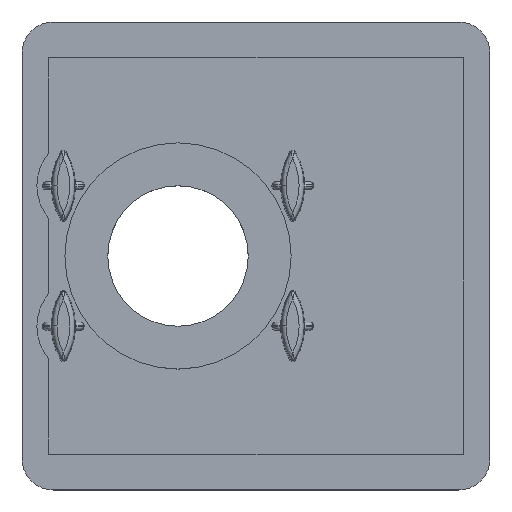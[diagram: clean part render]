
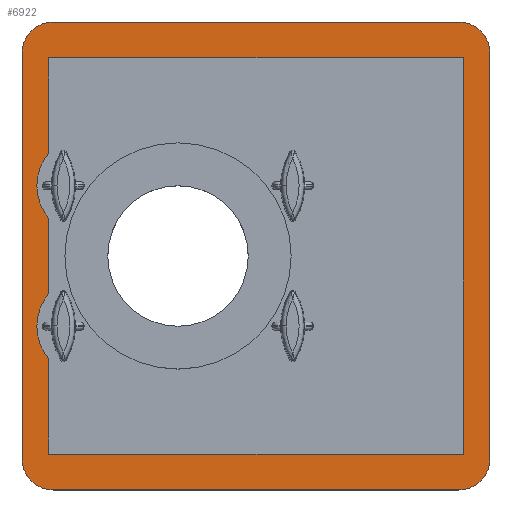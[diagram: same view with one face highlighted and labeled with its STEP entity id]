
A CAD part, top view. The second image highlights one B-rep face of the part: STEP entity #6922.
In plain terms, the highlighted planar face has unit normal (0, 0, 1).
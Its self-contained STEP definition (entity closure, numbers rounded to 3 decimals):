
#87 = CARTESIAN_POINT ( 'NONE',  ( -10.796, 4.5, 3. ) ) ;
#169 = ORIENTED_EDGE ( 'NONE', *, *, #7225, .T. ) ;
#259 = EDGE_CURVE ( 'NONE', #4541, #7629, #3841, .T. ) ;
#479 = CARTESIAN_POINT ( 'NONE',  ( -15., -15., 3. ) ) ;
#498 = CARTESIAN_POINT ( 'NONE',  ( 13.3, -12.7, 3. ) ) ;
#522 = DIRECTION ( 'NONE',  ( -1., 0., 0. ) ) ;
#555 = EDGE_CURVE ( 'NONE', #4536, #1398, #4990, .T. ) ;
#571 = LINE ( 'NONE', #5175, #3370 ) ;
#605 = VECTOR ( 'NONE', #5117, 1000. ) ;
#810 = DIRECTION ( 'NONE',  ( 1., 0., 0. ) ) ;
#812 = EDGE_LOOP ( 'NONE', ( #7241, #5941, #1898, #3102, #1758, #907, #5745, #3694 ) ) ;
#854 = CARTESIAN_POINT ( 'NONE',  ( -13.3, -6.571, 3. ) ) ;
#875 = DIRECTION ( 'NONE',  ( 0., 1., 0. ) ) ;
#907 = ORIENTED_EDGE ( 'NONE', *, *, #7265, .F. ) ;
#1074 = CIRCLE ( 'NONE', #2583, 2. ) ;
#1145 = CARTESIAN_POINT ( 'NONE',  ( 0., 0., 3. ) ) ;
#1176 = VERTEX_POINT ( 'NONE', #1905 ) ;
#1236 = LINE ( 'NONE', #4887, #5742 ) ;
#1257 = CARTESIAN_POINT ( 'NONE',  ( 13., -13., 3. ) ) ;
#1258 = CARTESIAN_POINT ( 'NONE',  ( -13.3, -12.7, 3. ) ) ;
#1398 = VERTEX_POINT ( 'NONE', #5734 ) ;
#1443 = VECTOR ( 'NONE', #2677, 1000. ) ;
#1495 = CARTESIAN_POINT ( 'NONE',  ( 13.3, 12.7, 3. ) ) ;
#1510 = FACE_BOUND ( 'NONE', #812, .T. ) ;
#1544 = EDGE_LOOP ( 'NONE', ( #7045, #3555, #7459, #2917, #3718, #4605, #169, #5601 ) ) ;
#1594 = VERTEX_POINT ( 'NONE', #4618 ) ;
#1631 = PLANE ( 'NONE',  #2606 ) ;
#1707 = EDGE_CURVE ( 'NONE', #3885, #5135, #7353, .T. ) ;
#1756 = EDGE_CURVE ( 'NONE', #7582, #3867, #4255, .T. ) ;
#1758 = ORIENTED_EDGE ( 'NONE', *, *, #2005, .F. ) ;
#1868 = CARTESIAN_POINT ( 'NONE',  ( 15., -13., 3. ) ) ;
#1873 = AXIS2_PLACEMENT_3D ( 'NONE', #5475, #2557, #6644 ) ;
#1898 = ORIENTED_EDGE ( 'NONE', *, *, #4779, .F. ) ;
#1905 = CARTESIAN_POINT ( 'NONE',  ( -15., -13., 3. ) ) ;
#1926 = VECTOR ( 'NONE', #3156, 1000. ) ;
#1936 = CARTESIAN_POINT ( 'NONE',  ( -13.3, -2.429, 3. ) ) ;
#2005 = EDGE_CURVE ( 'NONE', #2618, #1594, #3336, .T. ) ;
#2030 = CARTESIAN_POINT ( 'NONE',  ( 13., -15., 3. ) ) ;
#2048 = AXIS2_PLACEMENT_3D ( 'NONE', #87, #2645, #810 ) ;
#2224 = DIRECTION ( 'NONE',  ( 0., -1., 0. ) ) ;
#2490 = DIRECTION ( 'NONE',  ( -1., 0., 0. ) ) ;
#2557 = DIRECTION ( 'NONE',  ( 0., 0., 1. ) ) ;
#2583 = AXIS2_PLACEMENT_3D ( 'NONE', #1257, #6457, #522 ) ;
#2606 = AXIS2_PLACEMENT_3D ( 'NONE', #1145, #6509, #6941 ) ;
#2618 = VERTEX_POINT ( 'NONE', #1258 ) ;
#2625 = CARTESIAN_POINT ( 'NONE',  ( 13.3, 12.7, 3. ) ) ;
#2645 = DIRECTION ( 'NONE',  ( 0., 0., 1. ) ) ;
#2677 = DIRECTION ( 'NONE',  ( -1., 0., 0. ) ) ;
#2718 = VECTOR ( 'NONE', #6067, 1000. ) ;
#2759 = VERTEX_POINT ( 'NONE', #1936 ) ;
#2800 = EDGE_CURVE ( 'NONE', #1594, #2930, #3594, .T. ) ;
#2849 = CARTESIAN_POINT ( 'NONE',  ( -10.796, -4.5, 3. ) ) ;
#2917 = ORIENTED_EDGE ( 'NONE', *, *, #1756, .T. ) ;
#2930 = VERTEX_POINT ( 'NONE', #1495 ) ;
#3075 = CARTESIAN_POINT ( 'NONE',  ( -15., -15., 3. ) ) ;
#3102 = ORIENTED_EDGE ( 'NONE', *, *, #2800, .F. ) ;
#3133 = DIRECTION ( 'NONE',  ( 1., 0., 0. ) ) ;
#3156 = DIRECTION ( 'NONE',  ( 1., 0., 0. ) ) ;
#3336 = LINE ( 'NONE', #3759, #1926 ) ;
#3370 = VECTOR ( 'NONE', #2224, 1000. ) ;
#3555 = ORIENTED_EDGE ( 'NONE', *, *, #3757, .T. ) ;
#3594 = LINE ( 'NONE', #498, #6497 ) ;
#3667 = CARTESIAN_POINT ( 'NONE',  ( -13.3, 2.429, 3. ) ) ;
#3694 = ORIENTED_EDGE ( 'NONE', *, *, #4540, .F. ) ;
#3707 = DIRECTION ( 'NONE',  ( -1., 0., 0. ) ) ;
#3718 = ORIENTED_EDGE ( 'NONE', *, *, #6684, .T. ) ;
#3747 = LINE ( 'NONE', #479, #5106 ) ;
#3757 = EDGE_CURVE ( 'NONE', #5135, #5677, #1074, .T. ) ;
#3759 = CARTESIAN_POINT ( 'NONE',  ( 13.3, -12.7, 3. ) ) ;
#3841 = CIRCLE ( 'NONE', #2048, 3.25 ) ;
#3867 = VERTEX_POINT ( 'NONE', #6529 ) ;
#3885 = VERTEX_POINT ( 'NONE', #4737 ) ;
#3963 = LINE ( 'NONE', #6082, #7413 ) ;
#4096 = AXIS2_PLACEMENT_3D ( 'NONE', #2849, #5131, #3133 ) ;
#4226 = AXIS2_PLACEMENT_3D ( 'NONE', #7223, #7196, #3707 ) ;
#4255 = CIRCLE ( 'NONE', #4226, 2. ) ;
#4536 = VERTEX_POINT ( 'NONE', #6025 ) ;
#4540 = EDGE_CURVE ( 'NONE', #7629, #2759, #3963, .T. ) ;
#4541 = VERTEX_POINT ( 'NONE', #6002 ) ;
#4545 = DIRECTION ( 'NONE',  ( -1., 0., 0. ) ) ;
#4591 = EDGE_CURVE ( 'NONE', #5677, #7582, #5314, .T. ) ;
#4592 = DIRECTION ( 'NONE',  ( 0., 0., 1. ) ) ;
#4605 = ORIENTED_EDGE ( 'NONE', *, *, #555, .T. ) ;
#4618 = CARTESIAN_POINT ( 'NONE',  ( 13.3, -12.7, 3. ) ) ;
#4642 = CARTESIAN_POINT ( 'NONE',  ( -13., -13., 3. ) ) ;
#4737 = CARTESIAN_POINT ( 'NONE',  ( -13., -15., 3. ) ) ;
#4779 = EDGE_CURVE ( 'NONE', #2930, #5837, #4952, .T. ) ;
#4887 = CARTESIAN_POINT ( 'NONE',  ( -15., 15., 3. ) ) ;
#4935 = CIRCLE ( 'NONE', #7478, 2. ) ;
#4952 = LINE ( 'NONE', #2625, #1443 ) ;
#4990 = CIRCLE ( 'NONE', #1873, 2. ) ;
#5106 = VECTOR ( 'NONE', #6637, 1000. ) ;
#5117 = DIRECTION ( 'NONE',  ( 0., 1., 0. ) ) ;
#5124 = CARTESIAN_POINT ( 'NONE',  ( 15., -15., 3. ) ) ;
#5131 = DIRECTION ( 'NONE',  ( 0., 0., 1. ) ) ;
#5135 = VERTEX_POINT ( 'NONE', #2030 ) ;
#5175 = CARTESIAN_POINT ( 'NONE',  ( -13.3, -12.7, 3. ) ) ;
#5314 = LINE ( 'NONE', #5124, #605 ) ;
#5455 = EDGE_CURVE ( 'NONE', #1176, #3885, #4935, .T. ) ;
#5475 = CARTESIAN_POINT ( 'NONE',  ( -13., 13., 3. ) ) ;
#5601 = ORIENTED_EDGE ( 'NONE', *, *, #5455, .T. ) ;
#5677 = VERTEX_POINT ( 'NONE', #1868 ) ;
#5734 = CARTESIAN_POINT ( 'NONE',  ( -15., 13., 3. ) ) ;
#5742 = VECTOR ( 'NONE', #2490, 1000. ) ;
#5745 = ORIENTED_EDGE ( 'NONE', *, *, #6473, .F. ) ;
#5759 = VERTEX_POINT ( 'NONE', #854 ) ;
#5789 = VECTOR ( 'NONE', #7148, 1000. ) ;
#5824 = LINE ( 'NONE', #6010, #2718 ) ;
#5837 = VERTEX_POINT ( 'NONE', #6088 ) ;
#5928 = EDGE_CURVE ( 'NONE', #5837, #4541, #5824, .T. ) ;
#5941 = ORIENTED_EDGE ( 'NONE', *, *, #5928, .F. ) ;
#6002 = CARTESIAN_POINT ( 'NONE',  ( -13.3, 6.571, 3. ) ) ;
#6010 = CARTESIAN_POINT ( 'NONE',  ( -13.3, 6.571, 3. ) ) ;
#6025 = CARTESIAN_POINT ( 'NONE',  ( -13., 15., 3. ) ) ;
#6067 = DIRECTION ( 'NONE',  ( 0., -1., 0. ) ) ;
#6082 = CARTESIAN_POINT ( 'NONE',  ( -13.3, -2.429, 3. ) ) ;
#6088 = CARTESIAN_POINT ( 'NONE',  ( -13.3, 12.7, 3. ) ) ;
#6101 = DIRECTION ( 'NONE',  ( 0., -1., 0. ) ) ;
#6195 = FACE_OUTER_BOUND ( 'NONE', #1544, .T. ) ;
#6290 = CIRCLE ( 'NONE', #4096, 3.25 ) ;
#6457 = DIRECTION ( 'NONE',  ( 0., 0., 1. ) ) ;
#6473 = EDGE_CURVE ( 'NONE', #2759, #5759, #6290, .T. ) ;
#6497 = VECTOR ( 'NONE', #875, 1000. ) ;
#6509 = DIRECTION ( 'NONE',  ( 0., 0., -1. ) ) ;
#6529 = CARTESIAN_POINT ( 'NONE',  ( 13., 15., 3. ) ) ;
#6586 = CARTESIAN_POINT ( 'NONE',  ( 15., 13., 3. ) ) ;
#6637 = DIRECTION ( 'NONE',  ( 0., -1., 0. ) ) ;
#6644 = DIRECTION ( 'NONE',  ( -1., 0., 0. ) ) ;
#6684 = EDGE_CURVE ( 'NONE', #3867, #4536, #1236, .T. ) ;
#6922 = ADVANCED_FACE ( 'NONE', ( #1510, #6195 ), #1631, .F. ) ;
#6941 = DIRECTION ( 'NONE',  ( -1., 0., 0. ) ) ;
#7045 = ORIENTED_EDGE ( 'NONE', *, *, #1707, .T. ) ;
#7148 = DIRECTION ( 'NONE',  ( 1., 0., 0. ) ) ;
#7196 = DIRECTION ( 'NONE',  ( 0., 0., 1. ) ) ;
#7223 = CARTESIAN_POINT ( 'NONE',  ( 13., 13., 3. ) ) ;
#7225 = EDGE_CURVE ( 'NONE', #1398, #1176, #3747, .T. ) ;
#7241 = ORIENTED_EDGE ( 'NONE', *, *, #259, .F. ) ;
#7265 = EDGE_CURVE ( 'NONE', #5759, #2618, #571, .T. ) ;
#7353 = LINE ( 'NONE', #3075, #5789 ) ;
#7413 = VECTOR ( 'NONE', #6101, 1000. ) ;
#7459 = ORIENTED_EDGE ( 'NONE', *, *, #4591, .T. ) ;
#7478 = AXIS2_PLACEMENT_3D ( 'NONE', #4642, #4592, #4545 ) ;
#7582 = VERTEX_POINT ( 'NONE', #6586 ) ;
#7629 = VERTEX_POINT ( 'NONE', #3667 ) ;
